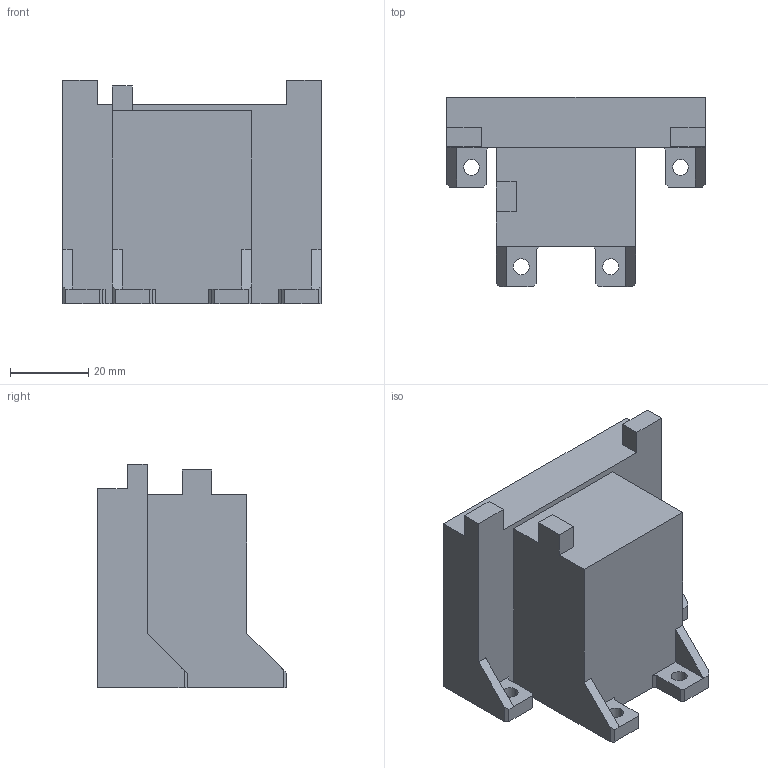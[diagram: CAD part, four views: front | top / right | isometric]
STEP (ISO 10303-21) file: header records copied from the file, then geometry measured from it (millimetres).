
FILE_DESCRIPTION (( 'STEP AP203' ), '1' );
FILE_NAME ('Home cradle.STEP', '2016-08-05T01:02:16', ( '' ), ( '' ), 'SwSTEP 2.0', 'SolidWorks 2015', '' );
FILE_SCHEMA (( 'CONFIG_CONTROL_DESIGN' ));
Length unit declared in the file: inch
Products named in the file (1): Home cradle
Bounding box: 66.04 x 48.26 x 57.15 mm (x, y, z)
Volume: 89828.1 mm3; surface area: 16059.2 mm2
Topology: 1 solids, 1 shells, 60 faces, 170 edges, 112 vertices
Faces by surface type: plane 52, cylinder 8
Entity records: 2013 total; most frequent: CARTESIAN_POINT 343, ORIENTED_EDGE 340, DIRECTION 308, EDGE_CURVE 170, VECTOR 154, LINE 154, VERTEX_POINT 112, AXIS2_PLACEMENT_3D 77
